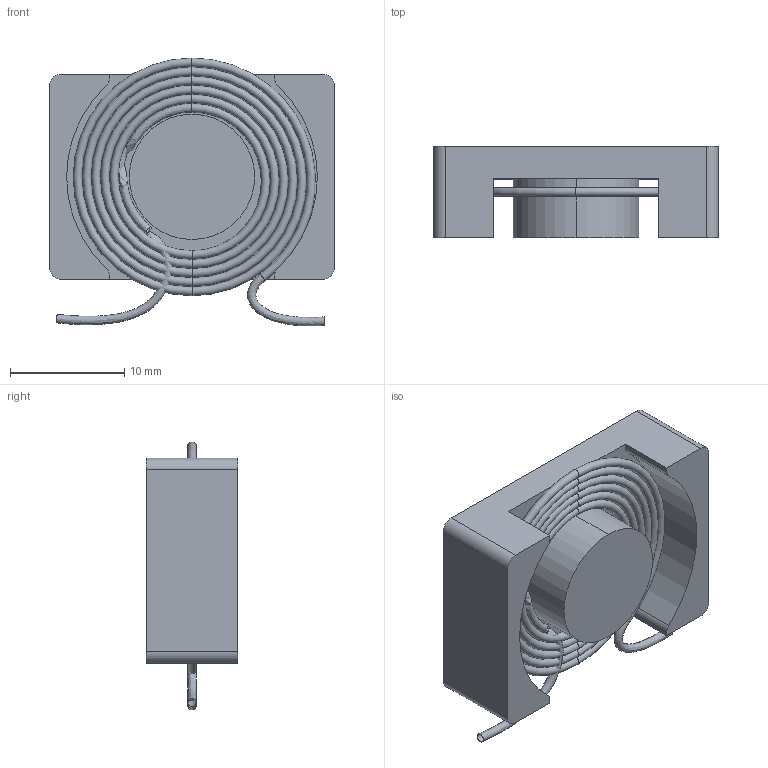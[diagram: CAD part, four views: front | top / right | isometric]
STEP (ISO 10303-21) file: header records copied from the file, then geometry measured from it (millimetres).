
FILE_DESCRIPTION(('FreeCAD Model'),'2;1');
FILE_NAME('Open CASCADE Shape Model','2022-07-07T23:32:21',( 'kicad StepUp'),('ksu MCAD'),'Open CASCADE STEP processor 7.5', 'FreeCAD','Unknown');
FILE_SCHEMA(('AUTOMOTIVE_DESIGN { 1 0 10303 214 1 1 1 1 }'));
Length unit declared in the file: millimetre
Products named in the file (1): eq_core
Bounding box: 24.99 x 8 x 23.5 mm (x, y, z)
Volume: 2294 mm3; surface area: 2575.5 mm2
Topology: 1 solids, 3 shells, 39 faces, 98 edges, 59 vertices
Faces by surface type: plane 13, cylinder 12, torus 11, bspline 3
Entity records: 2266 total; most frequent: CARTESIAN_POINT 1028, DIRECTION 208, ORIENTED_EDGE 190, EDGE_CURVE 96, AXIS2_PLACEMENT_3D 83, VERTEX_POINT 60, CIRCLE 46, LINE 42
